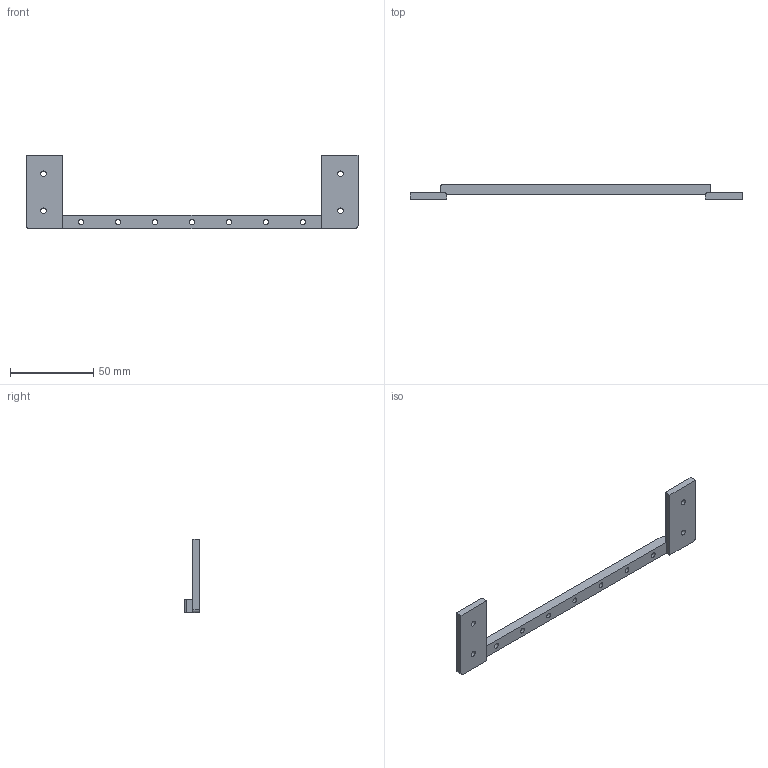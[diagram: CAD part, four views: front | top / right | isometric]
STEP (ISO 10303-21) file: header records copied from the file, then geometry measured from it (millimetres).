
FILE_DESCRIPTION(('HOOPS Exchange Step'),'2;1');
FILE_NAME('temp_export','2025-09-13T18:28:52+02:00',('cb'),('Shapr3D Limited'),'HOOPS Exchange 2025.5','Shapr3D','Authorized');
FILE_SCHEMA( ('AP242_MANAGED_MODEL_BASED_3D_ENGINEERING_MIM_LF {1 0 10303 442 1 1 4}') );
Length unit declared in the file: millimetre
Products named in the file (1): Subframe-3.5U-2
Bounding box: 199.8 x 9 x 44.23 mm (x, y, z)
Volume: 14594.6 mm3; surface area: 10026.1 mm2
Topology: 1 solids, 1 shells, 82 faces, 228 edges, 155 vertices
Faces by surface type: plane 65, cylinder 17
Full cylindrical faces by diameter (mm): 3.2 x7, 3.3 x4
Entity records: 2709 total; most frequent: CARTESIAN_POINT 467, ORIENTED_EDGE 456, DIRECTION 441, EDGE_CURVE 228, VECTOR 183, LINE 183, VERTEX_POINT 155, AXIS2_PLACEMENT_3D 129
